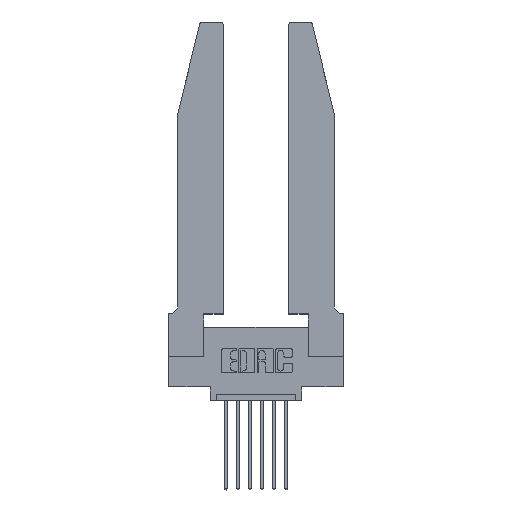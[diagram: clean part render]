
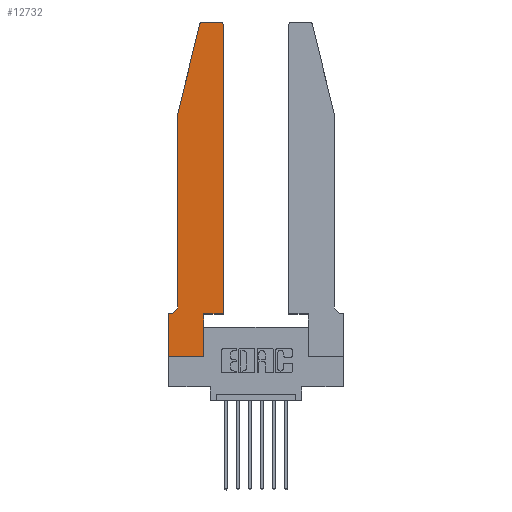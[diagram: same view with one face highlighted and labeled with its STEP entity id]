
A CAD part, top view. The second image highlights one B-rep face of the part: STEP entity #12732.
In plain terms, the highlighted planar face has unit normal (0, 0, 1).
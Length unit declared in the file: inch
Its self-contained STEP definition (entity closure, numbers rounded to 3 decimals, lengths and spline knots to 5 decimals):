
#35 = VERTEX_POINT ( 'NONE', #6509 ) ;
#228 = CARTESIAN_POINT ( 'NONE',  ( 0.0755, 2., 0.37 ) ) ;
#232 = LINE ( 'NONE', #2011, #5239 ) ;
#347 = VECTOR ( 'NONE', #2189, 39.37008 ) ;
#387 = CARTESIAN_POINT ( 'NONE',  ( 0.4505, 0.35, 0.37 ) ) ;
#659 = VERTEX_POINT ( 'NONE', #11825 ) ;
#726 = DIRECTION ( 'NONE',  ( 0., 1., 0. ) ) ;
#753 = ORIENTED_EDGE ( 'NONE', *, *, #8440, .T. ) ;
#800 = CARTESIAN_POINT ( 'NONE',  ( 0.0755, 0.42, 0.37 ) ) ;
#976 = ORIENTED_EDGE ( 'NONE', *, *, #7178, .T. ) ;
#992 = VERTEX_POINT ( 'NONE', #3343 ) ;
#1034 = CARTESIAN_POINT ( 'NONE',  ( 0., 0., 0.37 ) ) ;
#1051 = CARTESIAN_POINT ( 'NONE',  ( 0.4205, 2.72, 0.37 ) ) ;
#1098 = ORIENTED_EDGE ( 'NONE', *, *, #3515, .T. ) ;
#1349 = EDGE_LOOP ( 'NONE', ( #5574, #12599, #753, #8616, #10626, #12015, #14240, #5811, #976, #6185, #1098, #4031 ) ) ;
#1362 = DIRECTION ( 'NONE',  ( 1., 0., 0. ) ) ;
#1410 = DIRECTION ( 'NONE',  ( 0., 0., 1. ) ) ;
#1844 = VERTEX_POINT ( 'NONE', #1034 ) ;
#2011 = CARTESIAN_POINT ( 'NONE',  ( 0., 0., 0.37 ) ) ;
#2019 = VERTEX_POINT ( 'NONE', #6766 ) ;
#2138 = EDGE_CURVE ( 'NONE', #3381, #3884, #8981, .T. ) ;
#2189 = DIRECTION ( 'NONE',  ( 0., -1., 0. ) ) ;
#2236 = VERTEX_POINT ( 'NONE', #4831 ) ;
#2456 = CARTESIAN_POINT ( 'NONE',  ( 0.284, 2.72, 0.37 ) ) ;
#2490 = DIRECTION ( 'NONE',  ( -0.239, -0.971, 0. ) ) ;
#2540 = VECTOR ( 'NONE', #4403, 39.37008 ) ;
#2599 = FACE_OUTER_BOUND ( 'NONE', #1349, .T. ) ;
#2647 = EDGE_CURVE ( 'NONE', #11020, #992, #7230, .T. ) ;
#2875 = DIRECTION ( 'NONE',  ( 1., 0., 0. ) ) ;
#3218 = CIRCLE ( 'NONE', #9949, 0.03 ) ;
#3343 = CARTESIAN_POINT ( 'NONE',  ( 0.0055, 0.35, 0.37 ) ) ;
#3381 = VERTEX_POINT ( 'NONE', #10455 ) ;
#3397 = CARTESIAN_POINT ( 'NONE',  ( 0.0755, 2., 0.37 ) ) ;
#3515 = EDGE_CURVE ( 'NONE', #3884, #10841, #11213, .T. ) ;
#3522 = CARTESIAN_POINT ( 'NONE',  ( 0.0755, 0.35, 0.37 ) ) ;
#3550 = CARTESIAN_POINT ( 'NONE',  ( 0.4505, 0.35, 0.37 ) ) ;
#3797 = EDGE_CURVE ( 'NONE', #2236, #6794, #3218, .T. ) ;
#3884 = VERTEX_POINT ( 'NONE', #387 ) ;
#3947 = LINE ( 'NONE', #6905, #6542 ) ;
#3986 = LINE ( 'NONE', #14153, #6246 ) ;
#4031 = ORIENTED_EDGE ( 'NONE', *, *, #5940, .T. ) ;
#4216 = EDGE_CURVE ( 'NONE', #992, #659, #8401, .T. ) ;
#4225 = CARTESIAN_POINT ( 'NONE',  ( 0.25487, 2.72718, 0.37 ) ) ;
#4356 = DIRECTION ( 'NONE',  ( 0., -1., 0. ) ) ;
#4403 = DIRECTION ( 'NONE',  ( 1., 0., 0. ) ) ;
#4831 = CARTESIAN_POINT ( 'NONE',  ( 0.284, 2.75, 0.37 ) ) ;
#5003 = DIRECTION ( 'NONE',  ( -1., 0., 0. ) ) ;
#5048 = EDGE_CURVE ( 'NONE', #659, #1844, #232, .T. ) ;
#5104 = CARTESIAN_POINT ( 'NONE',  ( 0.4505, 0.35, 0.37 ) ) ;
#5239 = VECTOR ( 'NONE', #4356, 39.37008 ) ;
#5574 = ORIENTED_EDGE ( 'NONE', *, *, #9369, .T. ) ;
#5811 = ORIENTED_EDGE ( 'NONE', *, *, #9507, .T. ) ;
#5940 = EDGE_CURVE ( 'NONE', #10841, #13120, #12837, .T. ) ;
#6047 = VECTOR ( 'NONE', #2490, 39.37008 ) ;
#6060 = LINE ( 'NONE', #3397, #347 ) ;
#6185 = ORIENTED_EDGE ( 'NONE', *, *, #2138, .T. ) ;
#6246 = VECTOR ( 'NONE', #7570, 39.37008 ) ;
#6509 = CARTESIAN_POINT ( 'NONE',  ( 0.0755, 2., 0.37 ) ) ;
#6542 = VECTOR ( 'NONE', #9863, 39.37008 ) ;
#6766 = CARTESIAN_POINT ( 'NONE',  ( 0.2865, 0., 0.37 ) ) ;
#6794 = VERTEX_POINT ( 'NONE', #4225 ) ;
#6889 = DIRECTION ( 'NONE',  ( -1., 0., 0. ) ) ;
#6905 = CARTESIAN_POINT ( 'NONE',  ( 0.2605, 2.75, 0.37 ) ) ;
#6921 = DIRECTION ( 'NONE',  ( 1., 0., 0. ) ) ;
#7171 = CARTESIAN_POINT ( 'NONE',  ( 0.4505, 2.72, 0.37 ) ) ;
#7178 = EDGE_CURVE ( 'NONE', #2019, #3381, #3986, .T. ) ;
#7230 = CIRCLE ( 'NONE', #8259, 0.07 ) ;
#7570 = DIRECTION ( 'NONE',  ( 0., 1., 0. ) ) ;
#7706 = VECTOR ( 'NONE', #6889, 39.37008 ) ;
#7777 = CARTESIAN_POINT ( 'NONE',  ( 0.4205, 2.75, 0.37 ) ) ;
#7933 = AXIS2_PLACEMENT_3D ( 'NONE', #12383, #13264, #1362 ) ;
#7987 = PLANE ( 'NONE',  #7933 ) ;
#7988 = EDGE_CURVE ( 'NONE', #35, #11020, #6060, .T. ) ;
#8211 = CARTESIAN_POINT ( 'NONE',  ( 0.0055, 0.42, 0.37 ) ) ;
#8245 = VECTOR ( 'NONE', #726, 39.37008 ) ;
#8259 = AXIS2_PLACEMENT_3D ( 'NONE', #8211, #10454, #5003 ) ;
#8401 = LINE ( 'NONE', #3522, #7706 ) ;
#8440 = EDGE_CURVE ( 'NONE', #6794, #35, #10906, .T. ) ;
#8616 = ORIENTED_EDGE ( 'NONE', *, *, #7988, .T. ) ;
#8981 = LINE ( 'NONE', #3550, #9676 ) ;
#9025 = AXIS2_PLACEMENT_3D ( 'NONE', #1051, #12312, #2875 ) ;
#9146 = DIRECTION ( 'NONE',  ( 1., 0., 0. ) ) ;
#9369 = EDGE_CURVE ( 'NONE', #13120, #2236, #3947, .T. ) ;
#9507 = EDGE_CURVE ( 'NONE', #1844, #2019, #10535, .T. ) ;
#9676 = VECTOR ( 'NONE', #6921, 39.37008 ) ;
#9863 = DIRECTION ( 'NONE',  ( -1., 0., 0. ) ) ;
#9949 = AXIS2_PLACEMENT_3D ( 'NONE', #2456, #1410, #9146 ) ;
#10454 = DIRECTION ( 'NONE',  ( 0., 0., -1. ) ) ;
#10455 = CARTESIAN_POINT ( 'NONE',  ( 0.2865, 0.35, 0.37 ) ) ;
#10535 = LINE ( 'NONE', #11103, #2540 ) ;
#10626 = ORIENTED_EDGE ( 'NONE', *, *, #2647, .T. ) ;
#10841 = VERTEX_POINT ( 'NONE', #7171 ) ;
#10906 = LINE ( 'NONE', #228, #6047 ) ;
#11020 = VERTEX_POINT ( 'NONE', #800 ) ;
#11103 = CARTESIAN_POINT ( 'NONE',  ( 0., 0., 0.37 ) ) ;
#11213 = LINE ( 'NONE', #5104, #8245 ) ;
#11825 = CARTESIAN_POINT ( 'NONE',  ( 0., 0.35, 0.37 ) ) ;
#12015 = ORIENTED_EDGE ( 'NONE', *, *, #4216, .T. ) ;
#12312 = DIRECTION ( 'NONE',  ( 0., 0., 1. ) ) ;
#12383 = CARTESIAN_POINT ( 'NONE',  ( 0., 0.35, 0.37 ) ) ;
#12599 = ORIENTED_EDGE ( 'NONE', *, *, #3797, .T. ) ;
#12732 = ADVANCED_FACE ( 'NONE', ( #2599 ), #7987, .T. ) ;
#12837 = CIRCLE ( 'NONE', #9025, 0.03 ) ;
#13120 = VERTEX_POINT ( 'NONE', #7777 ) ;
#13264 = DIRECTION ( 'NONE',  ( 0., 0., 1. ) ) ;
#14153 = CARTESIAN_POINT ( 'NONE',  ( 0.2865, 0.35, 0.37 ) ) ;
#14240 = ORIENTED_EDGE ( 'NONE', *, *, #5048, .T. ) ;
